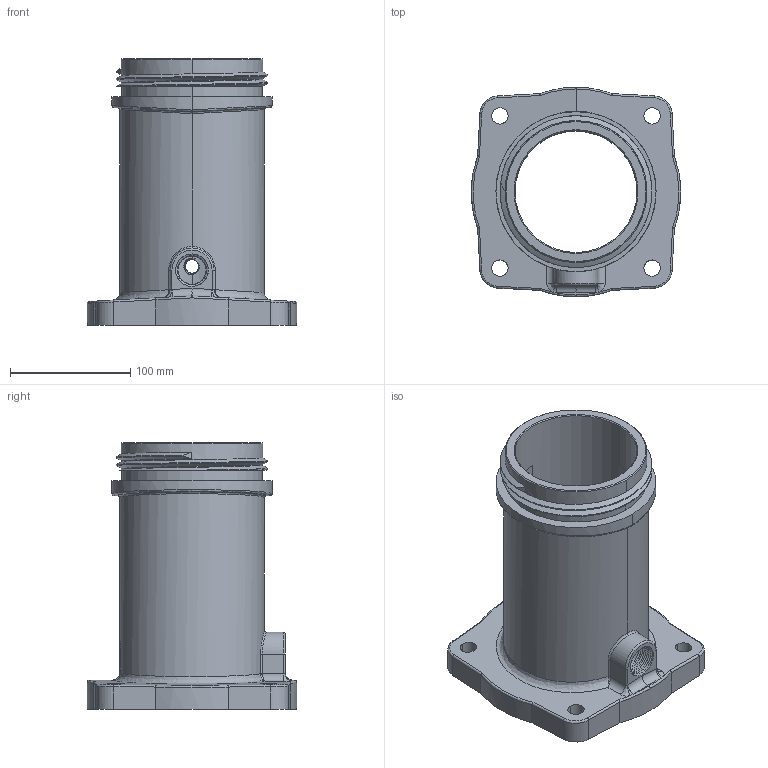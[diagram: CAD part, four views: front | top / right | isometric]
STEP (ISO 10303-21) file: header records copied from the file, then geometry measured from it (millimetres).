
FILE_DESCRIPTION((''),'2;1');
FILE_NAME('D43093_SW0001','2012-04-25T',('jhabe'),(''),'PRO/ENGINEER BY PARAMETRIC TECHNOLOGY CORPORATION, 2011310','PRO/ENGINEER BY PARAMETRIC TECHNOLOGY CORPORATION, 2011310','');
FILE_SCHEMA(('CONFIG_CONTROL_DESIGN'));
Length unit declared in the file: inch
Products named in the file (1): D43093_SW0001
Bounding box: 174.62 x 174.62 x 222.25 mm (x, y, z)
Surface area: 211828.3 mm2 (no closed solid volume)
Topology: 0 solids, 1 shells, 167 faces, 424 edges, 261 vertices
Faces by surface type: bspline 53, cylinder 51, cone 34, plane 28, torus 1
Entity records: 10306 total; most frequent: CARTESIAN_POINT 6764, ORIENTED_EDGE 848, DIRECTION 538, EDGE_CURVE 424, VERTEX_POINT 261, AXIS2_PLACEMENT_3D 197, B_SPLINE_CURVE_WITH_KNOTS 197, EDGE_LOOP 183
